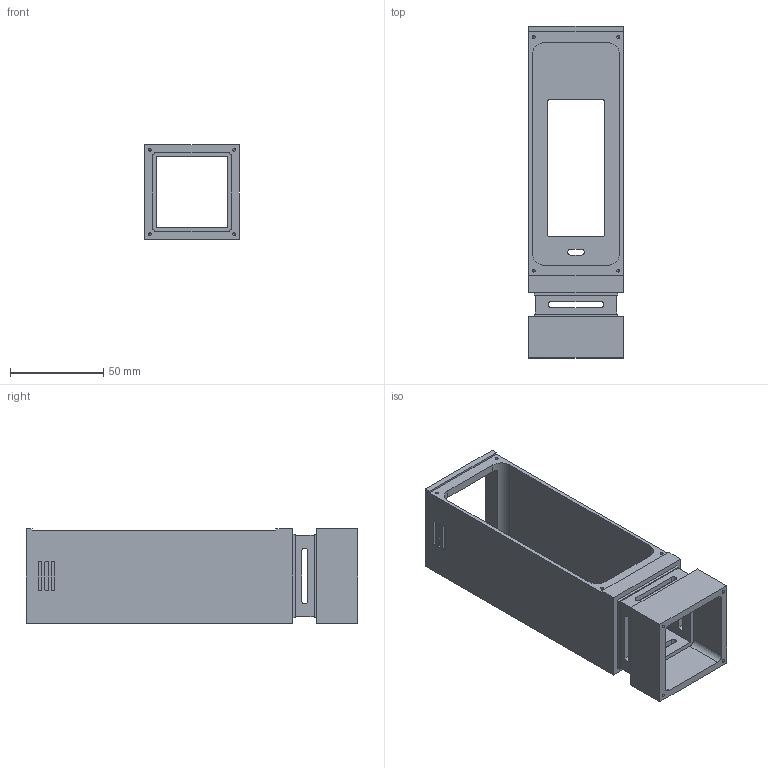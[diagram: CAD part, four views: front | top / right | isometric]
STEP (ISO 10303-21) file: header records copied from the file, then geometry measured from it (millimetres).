
FILE_DESCRIPTION (( 'STEP AP214' ), '1' );
FILE_NAME ('Tower D - Body.STEP', '2021-12-09T14:23:33', ( '' ), ( '' ), 'SwSTEP 2.0', 'SolidWorks 2021', '' );
FILE_SCHEMA (( 'AUTOMOTIVE_DESIGN' ));
Length unit declared in the file: millimetre
Products named in the file (1): Tower D - Body
Bounding box: 50.8 x 178 x 50.8 mm (x, y, z)
Volume: 78551.2 mm3; surface area: 57052 mm2
Topology: 1 solids, 1 shells, 163 faces, 437 edges, 278 vertices
Faces by surface type: plane 82, cylinder 65, cone 16
Entity records: 5271 total; most frequent: CARTESIAN_POINT 915, DIRECTION 879, ORIENTED_EDGE 842, EDGE_CURVE 421, AXIS2_PLACEMENT_3D 298, LINE 283, VECTOR 283, VERTEX_POINT 278
